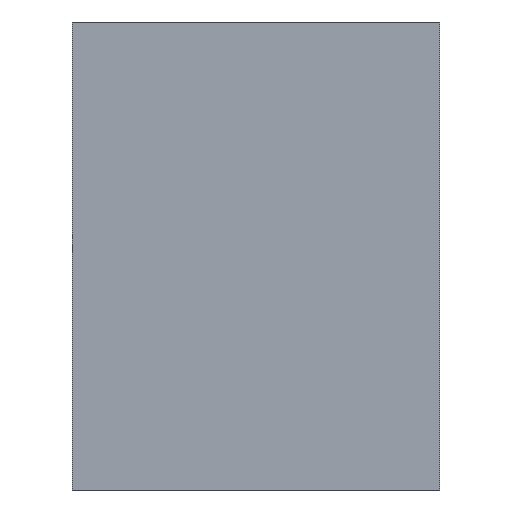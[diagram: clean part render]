
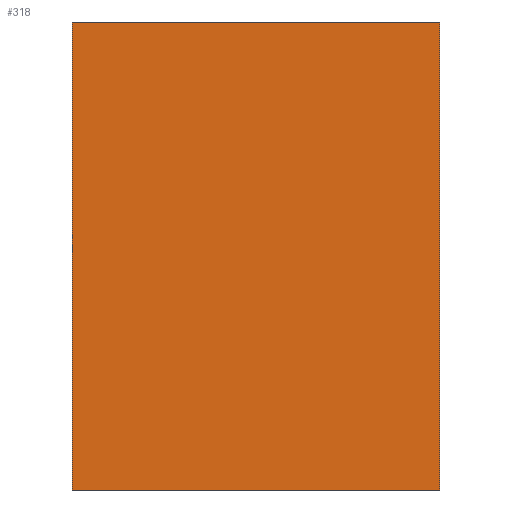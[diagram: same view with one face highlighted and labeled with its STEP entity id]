
A CAD part, left-side view. The second image highlights one B-rep face of the part: STEP entity #318.
In plain terms, the highlighted planar face has unit normal (-1, 0, 0).
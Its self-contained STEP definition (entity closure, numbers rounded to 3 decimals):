
#14 = VECTOR ( 'NONE', #376, 1000. ) ;
#20 = CARTESIAN_POINT ( 'NONE',  ( 0., 22., -28. ) ) ;
#23 = DIRECTION ( 'NONE',  ( 1., 0., 0. ) ) ;
#29 = CARTESIAN_POINT ( 'NONE',  ( 0., 22., 0. ) ) ;
#33 = ORIENTED_EDGE ( 'NONE', *, *, #339, .F. ) ;
#39 = AXIS2_PLACEMENT_3D ( 'NONE', #205, #23, #87 ) ;
#51 = VERTEX_POINT ( 'NONE', #357 ) ;
#62 = VECTOR ( 'NONE', #359, 1000. ) ;
#84 = LINE ( 'NONE', #29, #62 ) ;
#87 = DIRECTION ( 'NONE',  ( 0., 0., -1. ) ) ;
#95 = EDGE_CURVE ( 'NONE', #332, #185, #154, .T. ) ;
#127 = CARTESIAN_POINT ( 'NONE',  ( 0., 0., 0. ) ) ;
#128 = ORIENTED_EDGE ( 'NONE', *, *, #274, .T. ) ;
#154 = LINE ( 'NONE', #127, #213 ) ;
#155 = ORIENTED_EDGE ( 'NONE', *, *, #344, .F. ) ;
#173 = CARTESIAN_POINT ( 'NONE',  ( 0., 0., -28. ) ) ;
#174 = ORIENTED_EDGE ( 'NONE', *, *, #95, .T. ) ;
#176 = PLANE ( 'NONE',  #39 ) ;
#185 = VERTEX_POINT ( 'NONE', #373 ) ;
#197 = LINE ( 'NONE', #20, #14 ) ;
#205 = CARTESIAN_POINT ( 'NONE',  ( 0., 22., 0. ) ) ;
#209 = DIRECTION ( 'NONE',  ( 0., 0., 1. ) ) ;
#213 = VECTOR ( 'NONE', #317, 1000. ) ;
#233 = FACE_OUTER_BOUND ( 'NONE', #341, .T. ) ;
#241 = LINE ( 'NONE', #325, #251 ) ;
#243 = CARTESIAN_POINT ( 'NONE',  ( 0., 22., 0. ) ) ;
#251 = VECTOR ( 'NONE', #209, 1000. ) ;
#274 = EDGE_CURVE ( 'NONE', #51, #332, #197, .T. ) ;
#317 = DIRECTION ( 'NONE',  ( 0., 0., 1. ) ) ;
#318 = ADVANCED_FACE ( 'NONE', ( #233 ), #176, .F. ) ;
#325 = CARTESIAN_POINT ( 'NONE',  ( 0., 22., 0. ) ) ;
#332 = VERTEX_POINT ( 'NONE', #173 ) ;
#335 = VERTEX_POINT ( 'NONE', #243 ) ;
#339 = EDGE_CURVE ( 'NONE', #51, #335, #241, .T. ) ;
#341 = EDGE_LOOP ( 'NONE', ( #174, #155, #33, #128 ) ) ;
#344 = EDGE_CURVE ( 'NONE', #335, #185, #84, .T. ) ;
#357 = CARTESIAN_POINT ( 'NONE',  ( 0., 22., -28. ) ) ;
#359 = DIRECTION ( 'NONE',  ( 0., -1., 0. ) ) ;
#373 = CARTESIAN_POINT ( 'NONE',  ( 0., 0., 0. ) ) ;
#376 = DIRECTION ( 'NONE',  ( 0., -1., 0. ) ) ;
